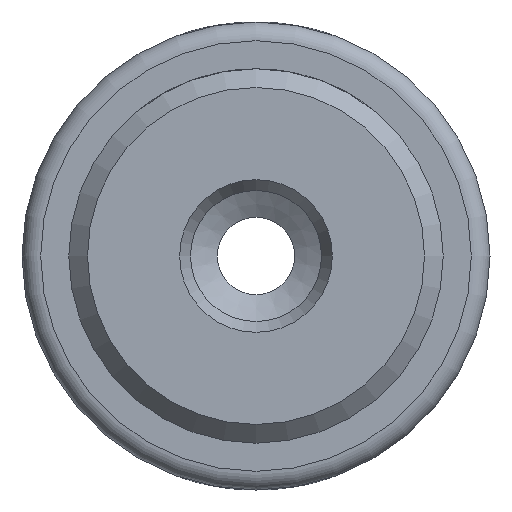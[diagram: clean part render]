
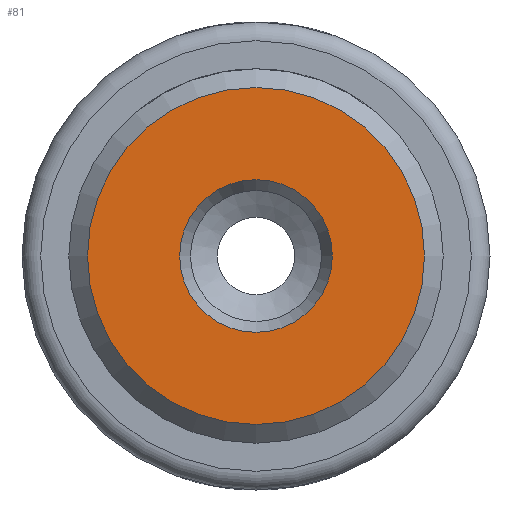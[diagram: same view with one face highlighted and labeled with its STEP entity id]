
A CAD part, left-side view. The second image highlights one B-rep face of the part: STEP entity #81.
In plain terms, the highlighted planar face has unit normal (-1, 0, 0).
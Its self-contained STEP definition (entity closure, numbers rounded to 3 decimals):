
#81 = ADVANCED_FACE( '', ( #183, #184 ), #185, .T. );
#183 = FACE_BOUND( '', #370, .T. );
#184 = FACE_OUTER_BOUND( '', #371, .T. );
#185 = PLANE( '', #372 );
#370 = EDGE_LOOP( '', ( #506 ) );
#371 = EDGE_LOOP( '', ( #507 ) );
#372 = AXIS2_PLACEMENT_3D( '', #508, #509, #510 );
#506 = ORIENTED_EDGE( '', *, *, #628, .T. );
#507 = ORIENTED_EDGE( '', *, *, #606, .T. );
#508 = CARTESIAN_POINT( '', ( -50., 0., 0. ) );
#509 = DIRECTION( '', ( -1., 0., 0. ) );
#510 = DIRECTION( '', ( 0., 0., 1. ) );
#606 = EDGE_CURVE( '', #679, #679, #680, .T. );
#628 = EDGE_CURVE( '', #714, #714, #715, .F. );
#679 = VERTEX_POINT( '', #968 );
#680 = CIRCLE( '', #969, 9. );
#714 = VERTEX_POINT( '', #1077 );
#715 = CIRCLE( '', #1078, 4.077 );
#968 = CARTESIAN_POINT( '', ( -50., 0., 9. ) );
#969 = AXIS2_PLACEMENT_3D( '', #1127, #1128, #1129 );
#1077 = CARTESIAN_POINT( '', ( -50., 0., 4.077 ) );
#1078 = AXIS2_PLACEMENT_3D( '', #1160, #1161, #1162 );
#1127 = CARTESIAN_POINT( '', ( -50., 0., 0. ) );
#1128 = DIRECTION( '', ( -1., 0., 0. ) );
#1129 = DIRECTION( '', ( 0., 0., 1. ) );
#1160 = CARTESIAN_POINT( '', ( -50., 0., 0. ) );
#1161 = DIRECTION( '', ( -1., 0., 0. ) );
#1162 = DIRECTION( '', ( 0., 0., 1. ) );
